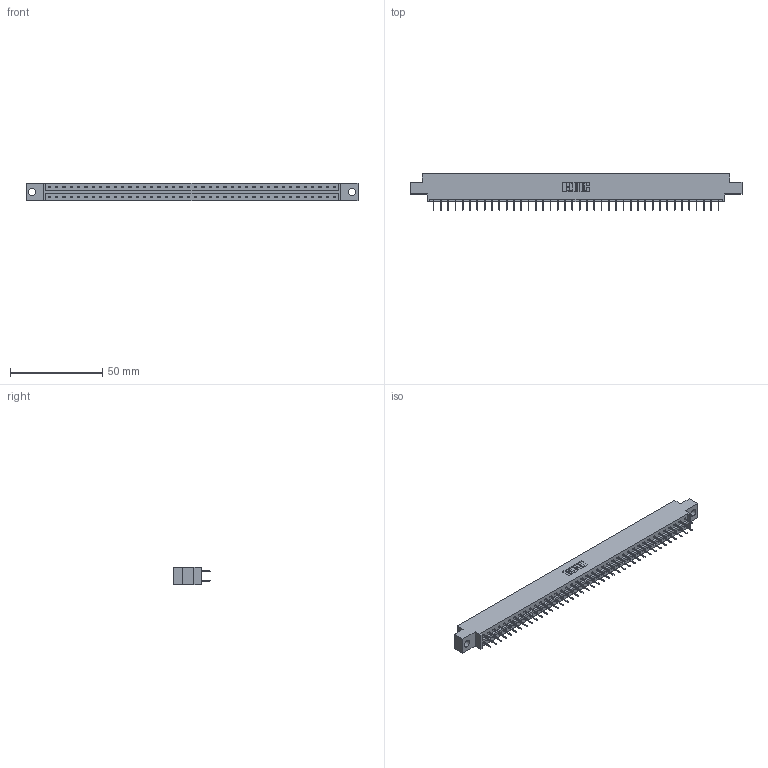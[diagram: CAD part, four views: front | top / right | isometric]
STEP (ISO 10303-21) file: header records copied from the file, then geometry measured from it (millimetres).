
FILE_DESCRIPTION (( 'STEP AP203' ), '1' );
FILE_NAME ('333-080-524-804.STEP', '2018-08-05T01:30:42', ( '' ), ( '' ), 'SwSTEP 2.0', 'SolidWorks 2016', '' );
FILE_SCHEMA (( 'CONFIG_CONTROL_DESIGN' ));
Length unit declared in the file: inch
Products named in the file (3): 333 Part_Offset - .156 Dia - TH; 345-292-001_345-293-124; 333-080-524-804
Assembly tree (81 placements, depth 2):
  333-080-524-804
    333 Part_Offset - .156 Dia - TH
    345-292-001_345-293-124  x80
Bounding box: 180.04 x 19.69 x 9.4 mm (x, y, z)
Volume: 17925.1 mm3; surface area: 20827.4 mm2
Topology: 81 solids, 81 shells, 4598 faces, 13043 edges, 8374 vertices
Faces by surface type: plane 3434, cylinder 1164
Entity records: 26201 total; most frequent: CARTESIAN_POINT 4346, ORIENTED_EDGE 4282, DIRECTION 3717, EDGE_CURVE 2141, VECTOR 2017, LINE 2017, VERTEX_POINT 1422, AXIS2_PLACEMENT_3D 850
